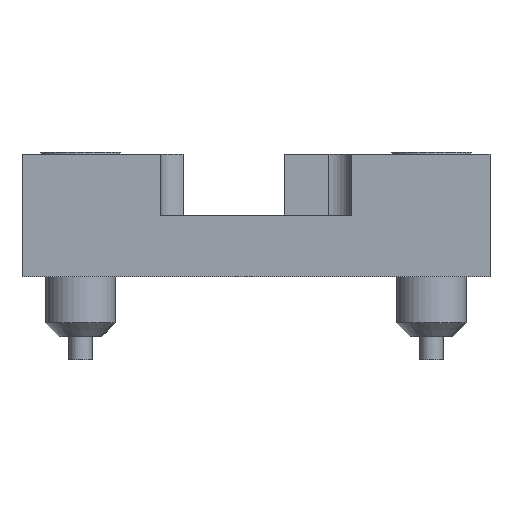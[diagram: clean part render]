
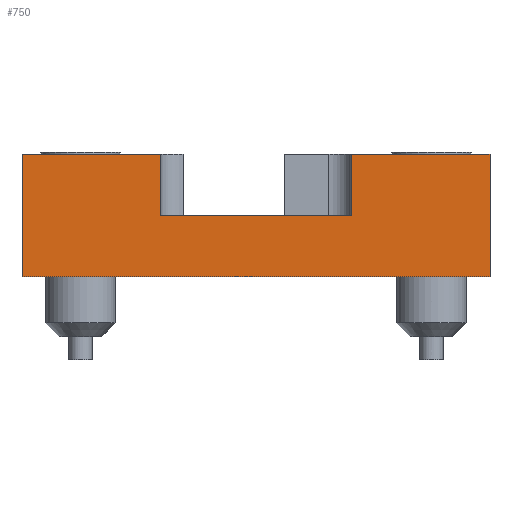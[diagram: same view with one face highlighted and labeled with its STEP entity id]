
A CAD part, front view. The second image highlights one B-rep face of the part: STEP entity #750.
In plain terms, the highlighted planar face has unit normal (0, -1, 0).
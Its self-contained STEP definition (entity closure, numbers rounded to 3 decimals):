
#32 = PLANE('',#33);
#33 = AXIS2_PLACEMENT_3D('',#34,#35,#36);
#34 = CARTESIAN_POINT('',(-1.27,1.27,1.3));
#35 = DIRECTION('',(1.,0.,0.));
#36 = DIRECTION('',(0.,-1.,0.));
#57 = VERTEX_POINT('',#58);
#58 = CARTESIAN_POINT('',(-1.27,-19.05,3.967));
#72 = PLANE('',#73);
#73 = AXIS2_PLACEMENT_3D('',#74,#75,#76);
#74 = CARTESIAN_POINT('',(-1.27,1.27,3.967));
#75 = DIRECTION('',(0.,0.,-1.));
#76 = DIRECTION('',(0.,1.,0.));
#84 = EDGE_CURVE('',#85,#57,#87,.T.);
#85 = VERTEX_POINT('',#86);
#86 = CARTESIAN_POINT('',(-1.27,-19.05,1.3));
#87 = SURFACE_CURVE('',#88,(#92,#99),.PCURVE_S1.);
#88 = LINE('',#89,#90);
#89 = CARTESIAN_POINT('',(-1.27,-19.05,1.3));
#90 = VECTOR('',#91,1.);
#91 = DIRECTION('',(0.,0.,1.));
#92 = PCURVE('',#32,#93);
#93 = DEFINITIONAL_REPRESENTATION('',(#94),#98);
#94 = LINE('',#95,#96);
#95 = CARTESIAN_POINT('',(20.32,0.));
#96 = VECTOR('',#97,1.);
#97 = DIRECTION('',(0.,-1.));
#98 = ( GEOMETRIC_REPRESENTATION_CONTEXT(2) 
PARAMETRIC_REPRESENTATION_CONTEXT() REPRESENTATION_CONTEXT('2D SPACE',''
  ) );
#99 = PCURVE('',#100,#105);
#100 = PLANE('',#101);
#101 = AXIS2_PLACEMENT_3D('',#102,#103,#104);
#102 = CARTESIAN_POINT('',(-1.27,-19.05,1.3));
#103 = DIRECTION('',(0.,1.,0.));
#104 = DIRECTION('',(1.,0.,0.));
#105 = DEFINITIONAL_REPRESENTATION('',(#106),#110);
#106 = LINE('',#107,#108);
#107 = CARTESIAN_POINT('',(0.,0.));
#108 = VECTOR('',#109,1.);
#109 = DIRECTION('',(0.,-1.));
#110 = ( GEOMETRIC_REPRESENTATION_CONTEXT(2) 
PARAMETRIC_REPRESENTATION_CONTEXT() REPRESENTATION_CONTEXT('2D SPACE',''
  ) );
#126 = PLANE('',#127);
#127 = AXIS2_PLACEMENT_3D('',#128,#129,#130);
#128 = CARTESIAN_POINT('',(-1.27,1.27,1.3));
#129 = DIRECTION('',(0.,0.,-1.));
#130 = DIRECTION('',(0.,1.,0.));
#455 = VERTEX_POINT('',#456);
#456 = CARTESIAN_POINT('',(1.73,-19.05,3.967));
#470 = PLANE('',#471);
#471 = AXIS2_PLACEMENT_3D('',#472,#473,#474);
#472 = CARTESIAN_POINT('',(1.73,-19.05,3.967));
#473 = DIRECTION('',(1.,0.,0.));
#474 = DIRECTION('',(0.,1.,0.));
#482 = EDGE_CURVE('',#57,#455,#483,.T.);
#483 = SURFACE_CURVE('',#484,(#488,#495),.PCURVE_S1.);
#484 = LINE('',#485,#486);
#485 = CARTESIAN_POINT('',(-1.27,-19.05,3.967));
#486 = VECTOR('',#487,1.);
#487 = DIRECTION('',(1.,0.,0.));
#488 = PCURVE('',#72,#489);
#489 = DEFINITIONAL_REPRESENTATION('',(#490),#494);
#490 = LINE('',#491,#492);
#491 = CARTESIAN_POINT('',(-20.32,0.));
#492 = VECTOR('',#493,1.);
#493 = DIRECTION('',(0.,1.));
#494 = ( GEOMETRIC_REPRESENTATION_CONTEXT(2) 
PARAMETRIC_REPRESENTATION_CONTEXT() REPRESENTATION_CONTEXT('2D SPACE',''
  ) );
#495 = PCURVE('',#100,#496);
#496 = DEFINITIONAL_REPRESENTATION('',(#497),#501);
#497 = LINE('',#498,#499);
#498 = CARTESIAN_POINT('',(0.,-2.667));
#499 = VECTOR('',#500,1.);
#500 = DIRECTION('',(1.,0.));
#501 = ( GEOMETRIC_REPRESENTATION_CONTEXT(2) 
PARAMETRIC_REPRESENTATION_CONTEXT() REPRESENTATION_CONTEXT('2D SPACE',''
  ) );
#750 = ADVANCED_FACE('',(#751),#100,.F.);
#751 = FACE_BOUND('',#752,.F.);
#752 = EDGE_LOOP('',(#753,#776,#777,#778,#801,#829,#857,#885));
#753 = ORIENTED_EDGE('',*,*,#754,.F.);
#754 = EDGE_CURVE('',#85,#755,#757,.T.);
#755 = VERTEX_POINT('',#756);
#756 = CARTESIAN_POINT('',(8.89,-19.05,1.3));
#757 = SURFACE_CURVE('',#758,(#762,#769),.PCURVE_S1.);
#758 = LINE('',#759,#760);
#759 = CARTESIAN_POINT('',(-1.27,-19.05,1.3));
#760 = VECTOR('',#761,1.);
#761 = DIRECTION('',(1.,0.,0.));
#762 = PCURVE('',#100,#763);
#763 = DEFINITIONAL_REPRESENTATION('',(#764),#768);
#764 = LINE('',#765,#766);
#765 = CARTESIAN_POINT('',(0.,0.));
#766 = VECTOR('',#767,1.);
#767 = DIRECTION('',(1.,0.));
#768 = ( GEOMETRIC_REPRESENTATION_CONTEXT(2) 
PARAMETRIC_REPRESENTATION_CONTEXT() REPRESENTATION_CONTEXT('2D SPACE',''
  ) );
#769 = PCURVE('',#126,#770);
#770 = DEFINITIONAL_REPRESENTATION('',(#771),#775);
#771 = LINE('',#772,#773);
#772 = CARTESIAN_POINT('',(-20.32,0.));
#773 = VECTOR('',#774,1.);
#774 = DIRECTION('',(0.,1.));
#775 = ( GEOMETRIC_REPRESENTATION_CONTEXT(2) 
PARAMETRIC_REPRESENTATION_CONTEXT() REPRESENTATION_CONTEXT('2D SPACE',''
  ) );
#776 = ORIENTED_EDGE('',*,*,#84,.T.);
#777 = ORIENTED_EDGE('',*,*,#482,.T.);
#778 = ORIENTED_EDGE('',*,*,#779,.T.);
#779 = EDGE_CURVE('',#455,#780,#782,.T.);
#780 = VERTEX_POINT('',#781);
#781 = CARTESIAN_POINT('',(1.73,-19.05,2.634));
#782 = SURFACE_CURVE('',#783,(#787,#794),.PCURVE_S1.);
#783 = LINE('',#784,#785);
#784 = CARTESIAN_POINT('',(1.73,-19.05,3.967));
#785 = VECTOR('',#786,1.);
#786 = DIRECTION('',(0.,0.,-1.));
#787 = PCURVE('',#100,#788);
#788 = DEFINITIONAL_REPRESENTATION('',(#789),#793);
#789 = LINE('',#790,#791);
#790 = CARTESIAN_POINT('',(3.,-2.667));
#791 = VECTOR('',#792,1.);
#792 = DIRECTION('',(0.,1.));
#793 = ( GEOMETRIC_REPRESENTATION_CONTEXT(2) 
PARAMETRIC_REPRESENTATION_CONTEXT() REPRESENTATION_CONTEXT('2D SPACE',''
  ) );
#794 = PCURVE('',#470,#795);
#795 = DEFINITIONAL_REPRESENTATION('',(#796),#800);
#796 = LINE('',#797,#798);
#797 = CARTESIAN_POINT('',(0.,0.));
#798 = VECTOR('',#799,1.);
#799 = DIRECTION('',(0.,-1.));
#800 = ( GEOMETRIC_REPRESENTATION_CONTEXT(2) 
PARAMETRIC_REPRESENTATION_CONTEXT() REPRESENTATION_CONTEXT('2D SPACE',''
  ) );
#801 = ORIENTED_EDGE('',*,*,#802,.F.);
#802 = EDGE_CURVE('',#803,#780,#805,.T.);
#803 = VERTEX_POINT('',#804);
#804 = CARTESIAN_POINT('',(5.89,-19.05,2.634));
#805 = SURFACE_CURVE('',#806,(#810,#817),.PCURVE_S1.);
#806 = LINE('',#807,#808);
#807 = CARTESIAN_POINT('',(5.89,-19.05,2.634));
#808 = VECTOR('',#809,1.);
#809 = DIRECTION('',(-1.,0.,0.));
#810 = PCURVE('',#100,#811);
#811 = DEFINITIONAL_REPRESENTATION('',(#812),#816);
#812 = LINE('',#813,#814);
#813 = CARTESIAN_POINT('',(7.16,-1.334));
#814 = VECTOR('',#815,1.);
#815 = DIRECTION('',(-1.,0.));
#816 = ( GEOMETRIC_REPRESENTATION_CONTEXT(2) 
PARAMETRIC_REPRESENTATION_CONTEXT() REPRESENTATION_CONTEXT('2D SPACE',''
  ) );
#817 = PCURVE('',#818,#823);
#818 = PLANE('',#819);
#819 = AXIS2_PLACEMENT_3D('',#820,#821,#822);
#820 = CARTESIAN_POINT('',(1.73,-19.05,2.634));
#821 = DIRECTION('',(0.,0.,1.));
#822 = DIRECTION('',(0.,-1.,0.));
#823 = DEFINITIONAL_REPRESENTATION('',(#824),#828);
#824 = LINE('',#825,#826);
#825 = CARTESIAN_POINT('',(0.,4.16));
#826 = VECTOR('',#827,1.);
#827 = DIRECTION('',(0.,-1.));
#828 = ( GEOMETRIC_REPRESENTATION_CONTEXT(2) 
PARAMETRIC_REPRESENTATION_CONTEXT() REPRESENTATION_CONTEXT('2D SPACE',''
  ) );
#829 = ORIENTED_EDGE('',*,*,#830,.F.);
#830 = EDGE_CURVE('',#831,#803,#833,.T.);
#831 = VERTEX_POINT('',#832);
#832 = CARTESIAN_POINT('',(5.89,-19.05,3.967));
#833 = SURFACE_CURVE('',#834,(#838,#845),.PCURVE_S1.);
#834 = LINE('',#835,#836);
#835 = CARTESIAN_POINT('',(5.89,-19.05,3.967));
#836 = VECTOR('',#837,1.);
#837 = DIRECTION('',(0.,0.,-1.));
#838 = PCURVE('',#100,#839);
#839 = DEFINITIONAL_REPRESENTATION('',(#840),#844);
#840 = LINE('',#841,#842);
#841 = CARTESIAN_POINT('',(7.16,-2.667));
#842 = VECTOR('',#843,1.);
#843 = DIRECTION('',(0.,1.));
#844 = ( GEOMETRIC_REPRESENTATION_CONTEXT(2) 
PARAMETRIC_REPRESENTATION_CONTEXT() REPRESENTATION_CONTEXT('2D SPACE',''
  ) );
#845 = PCURVE('',#846,#851);
#846 = PLANE('',#847);
#847 = AXIS2_PLACEMENT_3D('',#848,#849,#850);
#848 = CARTESIAN_POINT('',(5.89,-18.45,3.967));
#849 = DIRECTION('',(-1.,0.,0.));
#850 = DIRECTION('',(0.,-1.,0.));
#851 = DEFINITIONAL_REPRESENTATION('',(#852),#856);
#852 = LINE('',#853,#854);
#853 = CARTESIAN_POINT('',(0.6,0.));
#854 = VECTOR('',#855,1.);
#855 = DIRECTION('',(-0.,-1.));
#856 = ( GEOMETRIC_REPRESENTATION_CONTEXT(2) 
PARAMETRIC_REPRESENTATION_CONTEXT() REPRESENTATION_CONTEXT('2D SPACE',''
  ) );
#857 = ORIENTED_EDGE('',*,*,#858,.T.);
#858 = EDGE_CURVE('',#831,#859,#861,.T.);
#859 = VERTEX_POINT('',#860);
#860 = CARTESIAN_POINT('',(8.89,-19.05,3.967));
#861 = SURFACE_CURVE('',#862,(#866,#873),.PCURVE_S1.);
#862 = LINE('',#863,#864);
#863 = CARTESIAN_POINT('',(-1.27,-19.05,3.967));
#864 = VECTOR('',#865,1.);
#865 = DIRECTION('',(1.,0.,0.));
#866 = PCURVE('',#100,#867);
#867 = DEFINITIONAL_REPRESENTATION('',(#868),#872);
#868 = LINE('',#869,#870);
#869 = CARTESIAN_POINT('',(0.,-2.667));
#870 = VECTOR('',#871,1.);
#871 = DIRECTION('',(1.,0.));
#872 = ( GEOMETRIC_REPRESENTATION_CONTEXT(2) 
PARAMETRIC_REPRESENTATION_CONTEXT() REPRESENTATION_CONTEXT('2D SPACE',''
  ) );
#873 = PCURVE('',#874,#879);
#874 = PLANE('',#875);
#875 = AXIS2_PLACEMENT_3D('',#876,#877,#878);
#876 = CARTESIAN_POINT('',(-1.27,1.27,3.967));
#877 = DIRECTION('',(0.,0.,-1.));
#878 = DIRECTION('',(0.,1.,0.));
#879 = DEFINITIONAL_REPRESENTATION('',(#880),#884);
#880 = LINE('',#881,#882);
#881 = CARTESIAN_POINT('',(-20.32,0.));
#882 = VECTOR('',#883,1.);
#883 = DIRECTION('',(0.,1.));
#884 = ( GEOMETRIC_REPRESENTATION_CONTEXT(2) 
PARAMETRIC_REPRESENTATION_CONTEXT() REPRESENTATION_CONTEXT('2D SPACE',''
  ) );
#885 = ORIENTED_EDGE('',*,*,#886,.F.);
#886 = EDGE_CURVE('',#755,#859,#887,.T.);
#887 = SURFACE_CURVE('',#888,(#892,#899),.PCURVE_S1.);
#888 = LINE('',#889,#890);
#889 = CARTESIAN_POINT('',(8.89,-19.05,1.3));
#890 = VECTOR('',#891,1.);
#891 = DIRECTION('',(0.,0.,1.));
#892 = PCURVE('',#100,#893);
#893 = DEFINITIONAL_REPRESENTATION('',(#894),#898);
#894 = LINE('',#895,#896);
#895 = CARTESIAN_POINT('',(10.16,0.));
#896 = VECTOR('',#897,1.);
#897 = DIRECTION('',(0.,-1.));
#898 = ( GEOMETRIC_REPRESENTATION_CONTEXT(2) 
PARAMETRIC_REPRESENTATION_CONTEXT() REPRESENTATION_CONTEXT('2D SPACE',''
  ) );
#899 = PCURVE('',#900,#905);
#900 = PLANE('',#901);
#901 = AXIS2_PLACEMENT_3D('',#902,#903,#904);
#902 = CARTESIAN_POINT('',(8.89,-19.05,1.3));
#903 = DIRECTION('',(-1.,0.,0.));
#904 = DIRECTION('',(0.,1.,0.));
#905 = DEFINITIONAL_REPRESENTATION('',(#906),#910);
#906 = LINE('',#907,#908);
#907 = CARTESIAN_POINT('',(0.,0.));
#908 = VECTOR('',#909,1.);
#909 = DIRECTION('',(0.,-1.));
#910 = ( GEOMETRIC_REPRESENTATION_CONTEXT(2) 
PARAMETRIC_REPRESENTATION_CONTEXT() REPRESENTATION_CONTEXT('2D SPACE',''
  ) );
